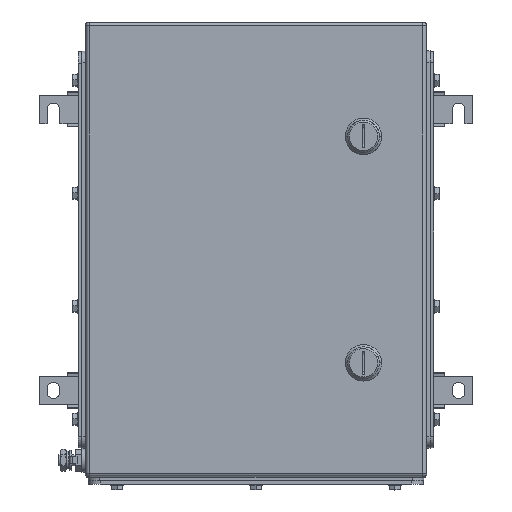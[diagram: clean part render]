
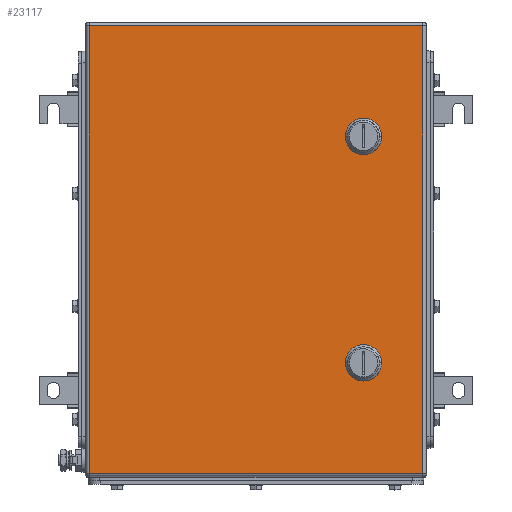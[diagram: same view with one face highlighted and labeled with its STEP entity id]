
A CAD part, top view. The second image highlights one B-rep face of the part: STEP entity #23117.
In plain terms, the highlighted planar face has unit normal (0, 0, 1).
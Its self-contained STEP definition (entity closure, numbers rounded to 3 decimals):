
#22931=AXIS2_PLACEMENT_3D('Circle Axis2P3D',#22929,#22930,$) ;
#22958=AXIS2_PLACEMENT_3D('Plane Axis2P3D',#22955,#22956,#22957) ;
#23003=AXIS2_PLACEMENT_3D('Circle Axis2P3D',#23001,#23002,$) ;
#23017=AXIS2_PLACEMENT_3D('Circle Axis2P3D',#23015,#23016,$) ;
#23031=AXIS2_PLACEMENT_3D('Circle Axis2P3D',#23029,#23030,$) ;
#23053=AXIS2_PLACEMENT_3D('Circle Axis2P3D',#23051,#23052,$) ;
#23069=AXIS2_PLACEMENT_3D('Circle Axis2P3D',#23067,#23068,$) ;
#23083=AXIS2_PLACEMENT_3D('Circle Axis2P3D',#23081,#23082,$) ;
#23097=AXIS2_PLACEMENT_3D('Circle Axis2P3D',#23095,#23096,$) ;
#22926=CARTESIAN_POINT('Vertex',(290.056,300.45,153.5)) ;
#22929=CARTESIAN_POINT('Axis2P3D Location',(285.,310.5,153.5)) ;
#22933=CARTESIAN_POINT('Vertex',(295.05,305.444,153.5)) ;
#22955=CARTESIAN_POINT('Axis2P3D Location',(190.5,211.,153.5)) ;
#22960=CARTESIAN_POINT('Line Origine',(190.5,407.5,153.5)) ;
#22964=CARTESIAN_POINT('Vertex',(337.,407.5,153.5)) ;
#22966=CARTESIAN_POINT('Vertex',(44.,407.5,153.5)) ;
#22969=CARTESIAN_POINT('Line Origine',(44.,211.,153.5)) ;
#22973=CARTESIAN_POINT('Vertex',(44.,14.5,153.5)) ;
#22976=CARTESIAN_POINT('Line Origine',(190.5,14.5,153.5)) ;
#22980=CARTESIAN_POINT('Vertex',(337.,14.5,153.5)) ;
#22983=CARTESIAN_POINT('Line Origine',(337.,211.,153.5)) ;
#22994=CARTESIAN_POINT('Line Origine',(285.,300.45,153.5)) ;
#22998=CARTESIAN_POINT('Vertex',(279.944,300.45,153.5)) ;
#23001=CARTESIAN_POINT('Axis2P3D Location',(285.,310.5,153.5)) ;
#23005=CARTESIAN_POINT('Vertex',(274.95,305.444,153.5)) ;
#23008=CARTESIAN_POINT('Line Origine',(274.95,310.5,153.5)) ;
#23012=CARTESIAN_POINT('Vertex',(274.95,315.556,153.5)) ;
#23015=CARTESIAN_POINT('Axis2P3D Location',(285.,310.5,153.5)) ;
#23019=CARTESIAN_POINT('Vertex',(279.944,320.55,153.5)) ;
#23022=CARTESIAN_POINT('Line Origine',(285.,320.55,153.5)) ;
#23026=CARTESIAN_POINT('Vertex',(290.056,320.55,153.5)) ;
#23029=CARTESIAN_POINT('Axis2P3D Location',(285.,310.5,153.5)) ;
#23033=CARTESIAN_POINT('Vertex',(295.05,315.556,153.5)) ;
#23036=CARTESIAN_POINT('Line Origine',(295.05,310.5,153.5)) ;
#23051=CARTESIAN_POINT('Axis2P3D Location',(285.,111.5,153.5)) ;
#23055=CARTESIAN_POINT('Vertex',(290.056,101.45,153.5)) ;
#23057=CARTESIAN_POINT('Vertex',(295.05,106.444,153.5)) ;
#23060=CARTESIAN_POINT('Line Origine',(285.,101.45,153.5)) ;
#23064=CARTESIAN_POINT('Vertex',(279.944,101.45,153.5)) ;
#23067=CARTESIAN_POINT('Axis2P3D Location',(285.,111.5,153.5)) ;
#23071=CARTESIAN_POINT('Vertex',(274.95,106.444,153.5)) ;
#23074=CARTESIAN_POINT('Line Origine',(274.95,111.5,153.5)) ;
#23078=CARTESIAN_POINT('Vertex',(274.95,116.556,153.5)) ;
#23081=CARTESIAN_POINT('Axis2P3D Location',(285.,111.5,153.5)) ;
#23085=CARTESIAN_POINT('Vertex',(279.944,121.55,153.5)) ;
#23088=CARTESIAN_POINT('Line Origine',(285.,121.55,153.5)) ;
#23092=CARTESIAN_POINT('Vertex',(290.056,121.55,153.5)) ;
#23095=CARTESIAN_POINT('Axis2P3D Location',(285.,111.5,153.5)) ;
#23099=CARTESIAN_POINT('Vertex',(295.05,116.556,153.5)) ;
#23102=CARTESIAN_POINT('Line Origine',(295.05,111.5,153.5)) ;
#22930=DIRECTION('Axis2P3D Direction',(0.,0.,1.)) ;
#22956=DIRECTION('Axis2P3D Direction',(0.,0.,1.)) ;
#22957=DIRECTION('Axis2P3D XDirection',(1.,0.,0.)) ;
#22961=DIRECTION('Vector Direction',(1.,0.,0.)) ;
#22970=DIRECTION('Vector Direction',(0.,-1.,0.)) ;
#22977=DIRECTION('Vector Direction',(1.,0.,0.)) ;
#22984=DIRECTION('Vector Direction',(0.,1.,0.)) ;
#22995=DIRECTION('Vector Direction',(1.,0.,0.)) ;
#23002=DIRECTION('Axis2P3D Direction',(0.,0.,1.)) ;
#23009=DIRECTION('Vector Direction',(0.,1.,0.)) ;
#23016=DIRECTION('Axis2P3D Direction',(0.,0.,1.)) ;
#23023=DIRECTION('Vector Direction',(1.,0.,0.)) ;
#23030=DIRECTION('Axis2P3D Direction',(0.,0.,1.)) ;
#23037=DIRECTION('Vector Direction',(0.,-1.,0.)) ;
#23052=DIRECTION('Axis2P3D Direction',(0.,0.,1.)) ;
#23061=DIRECTION('Vector Direction',(1.,0.,0.)) ;
#23068=DIRECTION('Axis2P3D Direction',(0.,0.,1.)) ;
#23075=DIRECTION('Vector Direction',(0.,1.,0.)) ;
#23082=DIRECTION('Axis2P3D Direction',(0.,0.,1.)) ;
#23089=DIRECTION('Vector Direction',(1.,0.,0.)) ;
#23096=DIRECTION('Axis2P3D Direction',(0.,0.,1.)) ;
#23103=DIRECTION('Vector Direction',(0.,-1.,0.)) ;
#22962=VECTOR('Line Direction',#22961,1.) ;
#22971=VECTOR('Line Direction',#22970,1.) ;
#22978=VECTOR('Line Direction',#22977,1.) ;
#22985=VECTOR('Line Direction',#22984,1.) ;
#22996=VECTOR('Line Direction',#22995,1.) ;
#23010=VECTOR('Line Direction',#23009,1.) ;
#23024=VECTOR('Line Direction',#23023,1.) ;
#23038=VECTOR('Line Direction',#23037,1.) ;
#23062=VECTOR('Line Direction',#23061,1.) ;
#23076=VECTOR('Line Direction',#23075,1.) ;
#23090=VECTOR('Line Direction',#23089,1.) ;
#23104=VECTOR('Line Direction',#23103,1.) ;
#22989=ORIENTED_EDGE('',*,*,#22968,.T.) ;
#22990=ORIENTED_EDGE('',*,*,#22975,.T.) ;
#22991=ORIENTED_EDGE('',*,*,#22982,.T.) ;
#22992=ORIENTED_EDGE('',*,*,#22987,.T.) ;
#23042=ORIENTED_EDGE('',*,*,#23000,.F.) ;
#23043=ORIENTED_EDGE('',*,*,#23007,.F.) ;
#23044=ORIENTED_EDGE('',*,*,#23014,.T.) ;
#23045=ORIENTED_EDGE('',*,*,#23021,.F.) ;
#23046=ORIENTED_EDGE('',*,*,#23028,.T.) ;
#23047=ORIENTED_EDGE('',*,*,#23035,.F.) ;
#23048=ORIENTED_EDGE('',*,*,#23040,.T.) ;
#23049=ORIENTED_EDGE('',*,*,#22935,.F.) ;
#23108=ORIENTED_EDGE('',*,*,#23059,.F.) ;
#23109=ORIENTED_EDGE('',*,*,#23066,.F.) ;
#23110=ORIENTED_EDGE('',*,*,#23073,.F.) ;
#23111=ORIENTED_EDGE('',*,*,#23080,.T.) ;
#23112=ORIENTED_EDGE('',*,*,#23087,.F.) ;
#23113=ORIENTED_EDGE('',*,*,#23094,.T.) ;
#23114=ORIENTED_EDGE('',*,*,#23101,.F.) ;
#23115=ORIENTED_EDGE('',*,*,#23106,.T.) ;
#23050=FACE_BOUND('',#23041,.T.) ;
#23116=FACE_BOUND('',#23107,.T.) ;
#23117=ADVANCED_FACE('ZUB_KTB_QL_403015_3GP_AllCATPart_AllCATPart.1\\ZUB_KTB_QL_403015_3GP_AllCATPart.2\\ZUB_DE_KTB_QL.1\\DE_KTB_MH_PART_MASTER.1\\Koerper.2',(#22993,#23050,#23116),#22959,.T.) ;
#22932=CIRCLE('generated circle',#22931,11.25) ;
#23004=CIRCLE('generated circle',#23003,11.25) ;
#23018=CIRCLE('generated circle',#23017,11.25) ;
#23032=CIRCLE('generated circle',#23031,11.25) ;
#23054=CIRCLE('generated circle',#23053,11.25) ;
#23070=CIRCLE('generated circle',#23069,11.25) ;
#23084=CIRCLE('generated circle',#23083,11.25) ;
#23098=CIRCLE('generated circle',#23097,11.25) ;
#22935=EDGE_CURVE('',#22927,#22934,#22932,.T.) ;
#22968=EDGE_CURVE('',#22965,#22967,#22963,.F.) ;
#22975=EDGE_CURVE('',#22967,#22974,#22972,.T.) ;
#22982=EDGE_CURVE('',#22974,#22981,#22979,.T.) ;
#22987=EDGE_CURVE('',#22981,#22965,#22986,.T.) ;
#23000=EDGE_CURVE('',#22999,#22927,#22997,.T.) ;
#23007=EDGE_CURVE('',#23006,#22999,#23004,.T.) ;
#23014=EDGE_CURVE('',#23006,#23013,#23011,.T.) ;
#23021=EDGE_CURVE('',#23020,#23013,#23018,.T.) ;
#23028=EDGE_CURVE('',#23020,#23027,#23025,.T.) ;
#23035=EDGE_CURVE('',#23034,#23027,#23032,.T.) ;
#23040=EDGE_CURVE('',#23034,#22934,#23039,.T.) ;
#23059=EDGE_CURVE('',#23056,#23058,#23054,.T.) ;
#23066=EDGE_CURVE('',#23065,#23056,#23063,.T.) ;
#23073=EDGE_CURVE('',#23072,#23065,#23070,.T.) ;
#23080=EDGE_CURVE('',#23072,#23079,#23077,.T.) ;
#23087=EDGE_CURVE('',#23086,#23079,#23084,.T.) ;
#23094=EDGE_CURVE('',#23086,#23093,#23091,.T.) ;
#23101=EDGE_CURVE('',#23100,#23093,#23098,.T.) ;
#23106=EDGE_CURVE('',#23100,#23058,#23105,.T.) ;
#22988=EDGE_LOOP('',(#22989,#22990,#22991,#22992)) ;
#23041=EDGE_LOOP('',(#23042,#23043,#23044,#23045,#23046,#23047,#23048,#23049)) ;
#23107=EDGE_LOOP('',(#23108,#23109,#23110,#23111,#23112,#23113,#23114,#23115)) ;
#22993=FACE_OUTER_BOUND('',#22988,.T.) ;
#22963=LINE('Line',#22960,#22962) ;
#22972=LINE('Line',#22969,#22971) ;
#22979=LINE('Line',#22976,#22978) ;
#22986=LINE('Line',#22983,#22985) ;
#22997=LINE('Line',#22994,#22996) ;
#23011=LINE('Line',#23008,#23010) ;
#23025=LINE('Line',#23022,#23024) ;
#23039=LINE('Line',#23036,#23038) ;
#23063=LINE('Line',#23060,#23062) ;
#23077=LINE('Line',#23074,#23076) ;
#23091=LINE('Line',#23088,#23090) ;
#23105=LINE('Line',#23102,#23104) ;
#22959=PLANE('',#22958) ;
#22927=VERTEX_POINT('',#22926) ;
#22934=VERTEX_POINT('',#22933) ;
#22965=VERTEX_POINT('',#22964) ;
#22967=VERTEX_POINT('',#22966) ;
#22974=VERTEX_POINT('',#22973) ;
#22981=VERTEX_POINT('',#22980) ;
#22999=VERTEX_POINT('',#22998) ;
#23006=VERTEX_POINT('',#23005) ;
#23013=VERTEX_POINT('',#23012) ;
#23020=VERTEX_POINT('',#23019) ;
#23027=VERTEX_POINT('',#23026) ;
#23034=VERTEX_POINT('',#23033) ;
#23056=VERTEX_POINT('',#23055) ;
#23058=VERTEX_POINT('',#23057) ;
#23065=VERTEX_POINT('',#23064) ;
#23072=VERTEX_POINT('',#23071) ;
#23079=VERTEX_POINT('',#23078) ;
#23086=VERTEX_POINT('',#23085) ;
#23093=VERTEX_POINT('',#23092) ;
#23100=VERTEX_POINT('',#23099) ;
